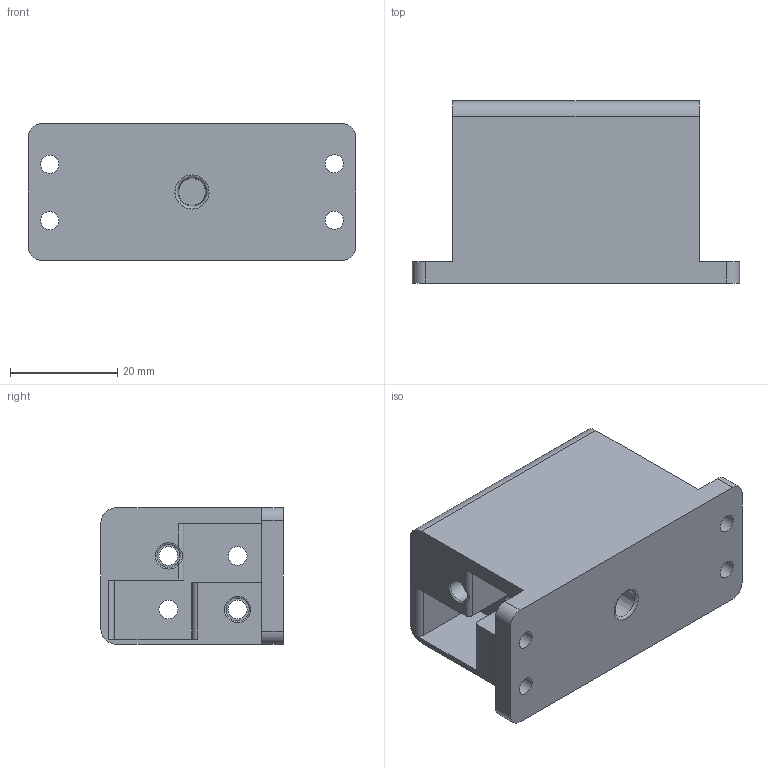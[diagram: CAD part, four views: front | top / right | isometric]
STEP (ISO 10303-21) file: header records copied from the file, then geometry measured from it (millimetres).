
FILE_DESCRIPTION(/* description */ (''),/* implementation_level */ '2;1');
FILE_NAME(/* name */ 'Railcore II Aluminum Y Carriage Belt Retainer v1.1 [McMaster Inserts].step',/* time_stamp */ '2019-05-18T19:41:53-07:00',/* author */ ('tcaleshu'),/* organization */ (''),/* preprocessor_version */ 'ST-DEVELOPER v18',/* originating_system */ 'Autodesk Translation Framework v8.2.0.1029',/* authorisation */ '');
FILE_SCHEMA (('AUTOMOTIVE_DESIGN { 1 0 10303 214 3 1 1 }'));
Length unit declared in the file: millimetre
Products named in the file (2): ALU Belt Retainer (EP Rebuild); OUTPUT: McMaster Tapered Insert Cutout
Assembly tree (1 placements, depth 2):
  ALU Belt Retainer (EP Rebuild)
    OUTPUT: McMaster Tapered Insert Cutout
Bounding box: 61 x 34 x 25.5 mm (x, y, z)
Volume: 29700.1 mm3; surface area: 12440.8 mm2
Topology: 1 solids, 1 shells, 70 faces, 202 edges, 138 vertices
Faces by surface type: plane 32, cylinder 24, torus 6, cone 6, bspline 2
Full cylindrical faces by diameter (mm): 3.4 x4, 3.5 x4, 4.3 x4
Entity records: 2576 total; most frequent: CARTESIAN_POINT 554, DIRECTION 432, ORIENTED_EDGE 404, EDGE_CURVE 202, AXIS2_PLACEMENT_3D 164, VERTEX_POINT 138, LINE 104, VECTOR 104
